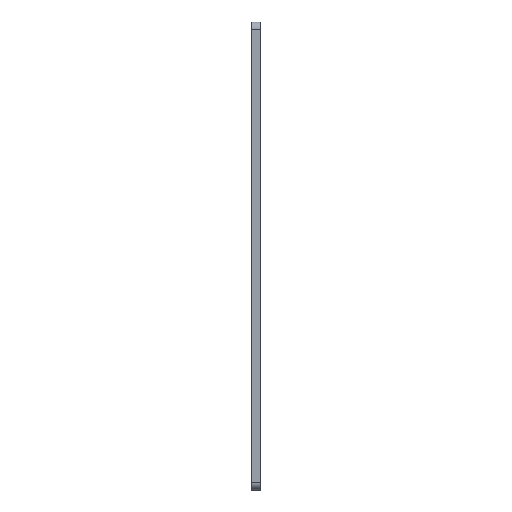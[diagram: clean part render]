
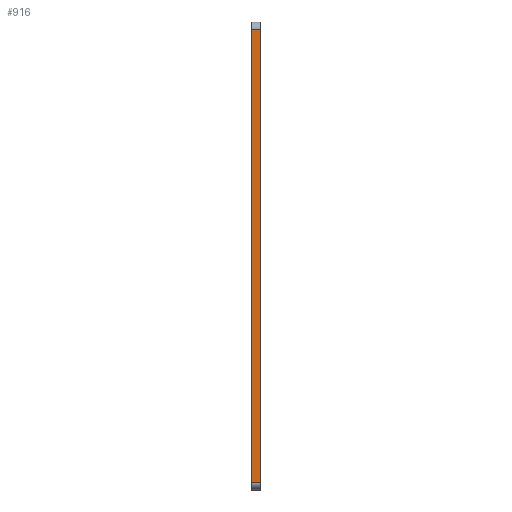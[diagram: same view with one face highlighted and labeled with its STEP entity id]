
A CAD part, left-side view. The second image highlights one B-rep face of the part: STEP entity #916.
In plain terms, the highlighted planar face has unit normal (-1, 0, 0).
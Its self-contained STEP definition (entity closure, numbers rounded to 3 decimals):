
#8 = VERTEX_POINT ( 'NONE', #772 ) ;
#20 = LINE ( 'NONE', #827, #920 ) ;
#146 = EDGE_CURVE ( 'NONE', #8, #293, #1227, .T. ) ;
#165 = VECTOR ( 'NONE', #528, 1000. ) ;
#171 = ORIENTED_EDGE ( 'NONE', *, *, #899, .F. ) ;
#190 = FACE_OUTER_BOUND ( 'NONE', #675, .T. ) ;
#194 = DIRECTION ( 'NONE',  ( 0., 0., 1. ) ) ;
#207 = CARTESIAN_POINT ( 'NONE',  ( -48., 0., -48. ) ) ;
#208 = VERTEX_POINT ( 'NONE', #844 ) ;
#212 = CARTESIAN_POINT ( 'NONE',  ( -48., 0., -45. ) ) ;
#258 = CARTESIAN_POINT ( 'NONE',  ( -48., 0., 145. ) ) ;
#286 = VECTOR ( 'NONE', #1016, 1000. ) ;
#292 = PLANE ( 'NONE',  #711 ) ;
#293 = VERTEX_POINT ( 'NONE', #258 ) ;
#369 = ORIENTED_EDGE ( 'NONE', *, *, #1020, .T. ) ;
#383 = EDGE_CURVE ( 'NONE', #293, #1015, #20, .T. ) ;
#488 = ORIENTED_EDGE ( 'NONE', *, *, #146, .T. ) ;
#528 = DIRECTION ( 'NONE',  ( 0., -1., 0. ) ) ;
#675 = EDGE_LOOP ( 'NONE', ( #488, #1059, #171, #369 ) ) ;
#686 = DIRECTION ( 'NONE',  ( 0., 0., 1. ) ) ;
#711 = AXIS2_PLACEMENT_3D ( 'NONE', #995, #1011, #194 ) ;
#772 = CARTESIAN_POINT ( 'NONE',  ( -48., 0., -45. ) ) ;
#800 = CARTESIAN_POINT ( 'NONE',  ( -48., 4., -48. ) ) ;
#827 = CARTESIAN_POINT ( 'NONE',  ( -48., 0., 145. ) ) ;
#844 = CARTESIAN_POINT ( 'NONE',  ( -48., 4., -45. ) ) ;
#847 = LINE ( 'NONE', #212, #165 ) ;
#899 = EDGE_CURVE ( 'NONE', #208, #1015, #1207, .T. ) ;
#916 = ADVANCED_FACE ( 'NONE', ( #190 ), #292, .T. ) ;
#920 = VECTOR ( 'NONE', #1005, 1000. ) ;
#995 = CARTESIAN_POINT ( 'NONE',  ( -48., 0., -48. ) ) ;
#1005 = DIRECTION ( 'NONE',  ( 0., 1., 0. ) ) ;
#1011 = DIRECTION ( 'NONE',  ( -1., 0., 0. ) ) ;
#1015 = VERTEX_POINT ( 'NONE', #1230 ) ;
#1016 = DIRECTION ( 'NONE',  ( 0., 0., 1. ) ) ;
#1020 = EDGE_CURVE ( 'NONE', #208, #8, #847, .T. ) ;
#1059 = ORIENTED_EDGE ( 'NONE', *, *, #383, .T. ) ;
#1207 = LINE ( 'NONE', #800, #1283 ) ;
#1227 = LINE ( 'NONE', #207, #286 ) ;
#1230 = CARTESIAN_POINT ( 'NONE',  ( -48., 4., 145. ) ) ;
#1283 = VECTOR ( 'NONE', #686, 1000. ) ;
